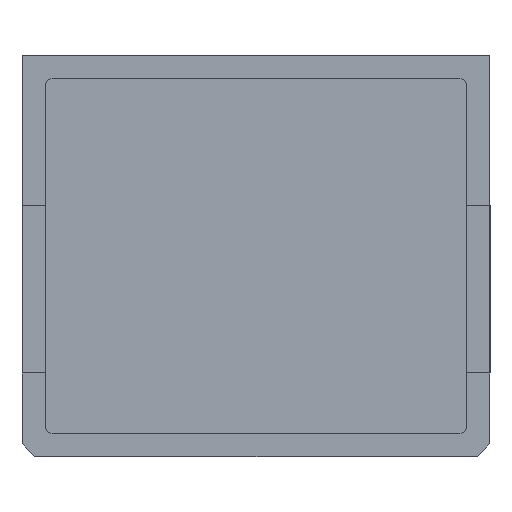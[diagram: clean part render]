
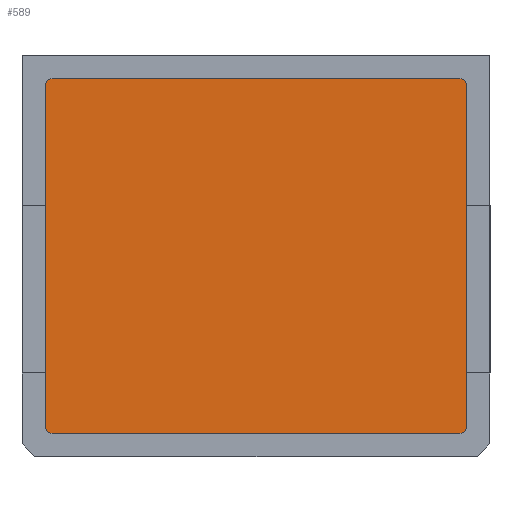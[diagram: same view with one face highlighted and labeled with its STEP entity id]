
A CAD part, front view. The second image highlights one B-rep face of the part: STEP entity #589.
In plain terms, the highlighted planar face has unit normal (0, -1, 0).
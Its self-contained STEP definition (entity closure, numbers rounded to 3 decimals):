
#21=CIRCLE('',#636,1.);
#22=CIRCLE('',#637,1.);
#23=CIRCLE('',#638,1.);
#24=CIRCLE('',#639,1.);
#43=FACE_OUTER_BOUND('',#73,.T.);
#73=EDGE_LOOP('',(#469,#470,#471,#472,#473,#474,#475,#476));
#137=LINE('',#914,#213);
#146=LINE('',#938,#222);
#147=LINE('',#943,#223);
#148=LINE('',#946,#224);
#213=VECTOR('',#737,10.);
#222=VECTOR('',#756,10.);
#223=VECTOR('',#761,10.);
#224=VECTOR('',#764,10.);
#276=VERTEX_POINT('',#911);
#277=VERTEX_POINT('',#913);
#285=VERTEX_POINT('',#934);
#286=VERTEX_POINT('',#935);
#287=VERTEX_POINT('',#937);
#288=VERTEX_POINT('',#940);
#289=VERTEX_POINT('',#942);
#290=VERTEX_POINT('',#944);
#345=EDGE_CURVE('',#276,#277,#137,.T.);
#356=EDGE_CURVE('',#285,#286,#21,.T.);
#357=EDGE_CURVE('',#287,#285,#146,.T.);
#358=EDGE_CURVE('',#277,#287,#22,.T.);
#359=EDGE_CURVE('',#288,#276,#23,.T.);
#360=EDGE_CURVE('',#289,#288,#147,.T.);
#361=EDGE_CURVE('',#290,#289,#24,.T.);
#362=EDGE_CURVE('',#286,#290,#148,.T.);
#469=ORIENTED_EDGE('',*,*,#356,.F.);
#470=ORIENTED_EDGE('',*,*,#357,.F.);
#471=ORIENTED_EDGE('',*,*,#358,.F.);
#472=ORIENTED_EDGE('',*,*,#345,.F.);
#473=ORIENTED_EDGE('',*,*,#359,.F.);
#474=ORIENTED_EDGE('',*,*,#360,.F.);
#475=ORIENTED_EDGE('',*,*,#361,.F.);
#476=ORIENTED_EDGE('',*,*,#362,.F.);
#563=PLANE('',#635);
#589=ADVANCED_FACE('',(#43),#563,.F.);
#635=AXIS2_PLACEMENT_3D('',#933,#752,#753);
#636=AXIS2_PLACEMENT_3D('',#936,#754,#755);
#637=AXIS2_PLACEMENT_3D('',#939,#757,#758);
#638=AXIS2_PLACEMENT_3D('',#941,#759,#760);
#639=AXIS2_PLACEMENT_3D('',#945,#762,#763);
#737=DIRECTION('',(0.,0.,1.));
#752=DIRECTION('center_axis',(0.,1.,0.));
#753=DIRECTION('ref_axis',(1.,0.,0.));
#754=DIRECTION('center_axis',(0.,1.,0.));
#755=DIRECTION('ref_axis',(0.,0.,1.));
#756=DIRECTION('',(1.,0.,0.));
#757=DIRECTION('center_axis',(0.,1.,0.));
#758=DIRECTION('ref_axis',(-1.,0.,0.));
#759=DIRECTION('center_axis',(0.,1.,0.));
#760=DIRECTION('ref_axis',(0.,0.,-1.));
#761=DIRECTION('',(-1.,0.,0.));
#762=DIRECTION('center_axis',(0.,1.,0.));
#763=DIRECTION('ref_axis',(1.,0.,0.));
#764=DIRECTION('',(0.,0.,-1.));
#911=CARTESIAN_POINT('',(3.5,39.5,4.5));
#913=CARTESIAN_POINT('',(3.5,39.5,55.5));
#914=CARTESIAN_POINT('',(3.5,39.5,17.25));
#933=CARTESIAN_POINT('Origin',(35.,39.5,30.));
#934=CARTESIAN_POINT('',(65.5,39.5,56.5));
#935=CARTESIAN_POINT('',(66.5,39.5,55.5));
#936=CARTESIAN_POINT('Origin',(65.5,39.5,55.5));
#937=CARTESIAN_POINT('',(4.5,39.5,56.5));
#938=CARTESIAN_POINT('',(19.75,39.5,56.5));
#939=CARTESIAN_POINT('Origin',(4.5,39.5,55.5));
#940=CARTESIAN_POINT('',(4.5,39.5,3.5));
#941=CARTESIAN_POINT('Origin',(4.5,39.5,4.5));
#942=CARTESIAN_POINT('',(65.5,39.5,3.5));
#943=CARTESIAN_POINT('',(50.25,39.5,3.5));
#944=CARTESIAN_POINT('',(66.5,39.5,4.5));
#945=CARTESIAN_POINT('Origin',(65.5,39.5,4.5));
#946=CARTESIAN_POINT('',(66.5,39.5,42.75));
